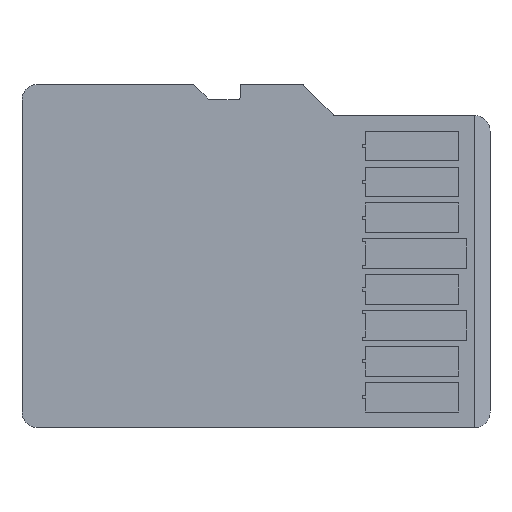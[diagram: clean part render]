
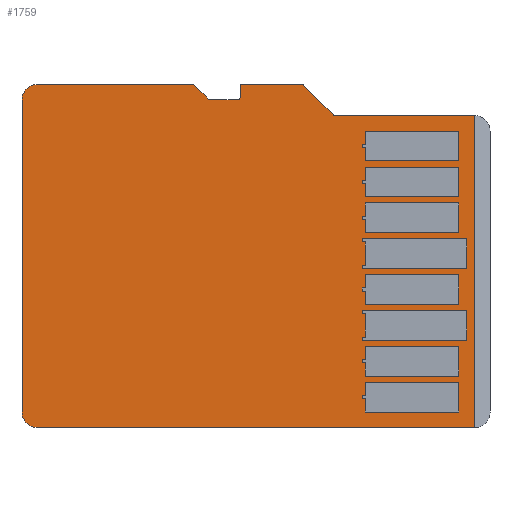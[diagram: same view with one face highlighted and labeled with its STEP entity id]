
A CAD part, front view. The second image highlights one B-rep face of the part: STEP entity #1759.
In plain terms, the highlighted planar face has unit normal (0, -1, 0).
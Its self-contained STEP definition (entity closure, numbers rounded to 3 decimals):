
#36=PLANE('',#1889);
#132=FACE_OUTER_BOUND('',#235,.T.);
#235=EDGE_LOOP('',(#1260,#1261,#1262,#1263,#1264,#1265,#1266,#1267,#1268,
#1269,#1270,#1271,#1272,#1273,#1274,#1275));
#338=LINE('',#2493,#572);
#343=LINE('',#2509,#577);
#346=LINE('',#2514,#580);
#347=LINE('',#2516,#581);
#348=LINE('',#2520,#582);
#349=LINE('',#2524,#583);
#350=LINE('',#2526,#584);
#351=LINE('',#2530,#585);
#352=LINE('',#2534,#586);
#353=LINE('',#2536,#587);
#572=VECTOR('',#2015,10.);
#577=VECTOR('',#2030,10.5);
#580=VECTOR('',#2035,14.25);
#581=VECTOR('',#2036,4.459);
#582=VECTOR('',#2039,1.331);
#583=VECTOR('',#2042,1.959);
#584=VECTOR('',#2043,0.4);
#585=VECTOR('',#2046,0.859);
#586=VECTOR('',#2049,0.666);
#587=VECTOR('',#2050,5.25);
#805=CIRCLE('',#1887,0.5);
#806=CIRCLE('',#1890,0.1);
#807=CIRCLE('',#1891,0.1);
#808=CIRCLE('',#1892,0.1);
#809=CIRCLE('',#1893,0.1);
#810=CIRCLE('',#1894,0.5);
#822=VERTEX_POINT('',#2485);
#824=VERTEX_POINT('',#2491);
#828=VERTEX_POINT('',#2502);
#829=VERTEX_POINT('',#2504);
#830=VERTEX_POINT('',#2508);
#832=VERTEX_POINT('',#2515);
#833=VERTEX_POINT('',#2517);
#834=VERTEX_POINT('',#2519);
#835=VERTEX_POINT('',#2521);
#836=VERTEX_POINT('',#2523);
#837=VERTEX_POINT('',#2525);
#838=VERTEX_POINT('',#2527);
#839=VERTEX_POINT('',#2529);
#840=VERTEX_POINT('',#2531);
#841=VERTEX_POINT('',#2533);
#842=VERTEX_POINT('',#2535);
#993=EDGE_CURVE('',#822,#824,#338,.T.);
#998=EDGE_CURVE('',#828,#829,#805,.T.);
#1000=EDGE_CURVE('',#829,#830,#343,.T.);
#1003=EDGE_CURVE('',#822,#828,#346,.T.);
#1004=EDGE_CURVE('',#832,#824,#347,.T.);
#1005=EDGE_CURVE('',#833,#832,#806,.T.);
#1006=EDGE_CURVE('',#834,#833,#348,.T.);
#1007=EDGE_CURVE('',#835,#834,#807,.T.);
#1008=EDGE_CURVE('',#836,#835,#349,.T.);
#1009=EDGE_CURVE('',#837,#836,#350,.T.);
#1010=EDGE_CURVE('',#838,#837,#808,.T.);
#1011=EDGE_CURVE('',#839,#838,#351,.T.);
#1012=EDGE_CURVE('',#840,#839,#809,.T.);
#1013=EDGE_CURVE('',#841,#840,#352,.T.);
#1014=EDGE_CURVE('',#842,#841,#353,.T.);
#1015=EDGE_CURVE('',#830,#842,#810,.T.);
#1260=ORIENTED_EDGE('',*,*,#998,.F.);
#1261=ORIENTED_EDGE('',*,*,#1003,.F.);
#1262=ORIENTED_EDGE('',*,*,#993,.T.);
#1263=ORIENTED_EDGE('',*,*,#1004,.F.);
#1264=ORIENTED_EDGE('',*,*,#1005,.F.);
#1265=ORIENTED_EDGE('',*,*,#1006,.F.);
#1266=ORIENTED_EDGE('',*,*,#1007,.F.);
#1267=ORIENTED_EDGE('',*,*,#1008,.F.);
#1268=ORIENTED_EDGE('',*,*,#1009,.F.);
#1269=ORIENTED_EDGE('',*,*,#1010,.F.);
#1270=ORIENTED_EDGE('',*,*,#1011,.F.);
#1271=ORIENTED_EDGE('',*,*,#1012,.F.);
#1272=ORIENTED_EDGE('',*,*,#1013,.F.);
#1273=ORIENTED_EDGE('',*,*,#1014,.F.);
#1274=ORIENTED_EDGE('',*,*,#1015,.F.);
#1275=ORIENTED_EDGE('',*,*,#1000,.F.);
#1759=ADVANCED_FACE('',(#132),#36,.F.);
#1887=AXIS2_PLACEMENT_3D('',#2505,#2025,#2026);
#1889=AXIS2_PLACEMENT_3D('',#2513,#2033,#2034);
#1890=AXIS2_PLACEMENT_3D('',#2518,#2037,#2038);
#1891=AXIS2_PLACEMENT_3D('',#2522,#2040,#2041);
#1892=AXIS2_PLACEMENT_3D('',#2528,#2044,#2045);
#1893=AXIS2_PLACEMENT_3D('',#2532,#2047,#2048);
#1894=AXIS2_PLACEMENT_3D('',#2537,#2051,#2052);
#2015=DIRECTION('',(0.,0.,1.));
#2025=DIRECTION('center_axis',(0.,1.,0.));
#2026=DIRECTION('ref_axis',(-0.707,0.,-0.707));
#2030=DIRECTION('',(0.,0.,1.));
#2033=DIRECTION('center_axis',(0.,1.,0.));
#2034=DIRECTION('ref_axis',(0.,0.,1.));
#2035=DIRECTION('',(-1.,0.,0.));
#2036=DIRECTION('',(1.,0.,0.));
#2037=DIRECTION('center_axis',(0.,-1.,0.));
#2038=DIRECTION('ref_axis',(0.,0.,1.));
#2039=DIRECTION('',(0.707,0.,-0.707));
#2040=DIRECTION('center_axis',(0.,1.,0.));
#2041=DIRECTION('ref_axis',(0.,0.,1.));
#2042=DIRECTION('',(1.,0.,0.));
#2043=DIRECTION('',(0.,0.,1.));
#2044=DIRECTION('center_axis',(0.,-1.,0.));
#2045=DIRECTION('ref_axis',(0.,0.,1.));
#2046=DIRECTION('',(1.,0.,0.));
#2047=DIRECTION('center_axis',(0.,-1.,0.));
#2048=DIRECTION('ref_axis',(0.,0.,1.));
#2049=DIRECTION('',(0.707,0.,-0.707));
#2050=DIRECTION('',(1.,0.,0.));
#2051=DIRECTION('center_axis',(0.,1.,0.));
#2052=DIRECTION('ref_axis',(-0.707,0.,0.707));
#2485=CARTESIAN_POINT('',(7.,-0.5,-5.5));
#2491=CARTESIAN_POINT('',(7.,-0.5,4.5));
#2493=CARTESIAN_POINT('',(7.,-0.5,-5.5));
#2502=CARTESIAN_POINT('',(-7.,-0.5,-5.5));
#2504=CARTESIAN_POINT('',(-7.5,-0.5,-5.));
#2505=CARTESIAN_POINT('Origin',(-7.,-0.5,-5.));
#2508=CARTESIAN_POINT('',(-7.5,-0.5,5.));
#2509=CARTESIAN_POINT('',(-7.5,-0.5,-5.25));
#2513=CARTESIAN_POINT('Origin',(7.25,-0.5,-5.25));
#2514=CARTESIAN_POINT('',(7.,-0.5,-5.5));
#2515=CARTESIAN_POINT('',(2.541,-0.5,4.5));
#2516=CARTESIAN_POINT('',(2.541,-0.5,4.5));
#2517=CARTESIAN_POINT('',(2.471,-0.5,4.529));
#2518=CARTESIAN_POINT('Origin',(2.541,-0.5,4.6));
#2519=CARTESIAN_POINT('',(1.529,-0.5,5.471));
#2520=CARTESIAN_POINT('',(1.529,-0.5,5.471));
#2521=CARTESIAN_POINT('',(1.459,-0.5,5.5));
#2522=CARTESIAN_POINT('Origin',(1.459,-0.5,5.4));
#2523=CARTESIAN_POINT('',(-0.5,-0.5,5.5));
#2524=CARTESIAN_POINT('',(-0.5,-0.5,5.5));
#2525=CARTESIAN_POINT('',(-0.5,-0.5,5.1));
#2526=CARTESIAN_POINT('',(-0.5,-0.5,5.1));
#2527=CARTESIAN_POINT('',(-0.6,-0.5,5.));
#2528=CARTESIAN_POINT('Origin',(-0.6,-0.5,5.1));
#2529=CARTESIAN_POINT('',(-1.459,-0.5,5.));
#2530=CARTESIAN_POINT('',(-1.459,-0.5,5.));
#2531=CARTESIAN_POINT('',(-1.529,-0.5,5.029));
#2532=CARTESIAN_POINT('Origin',(-1.459,-0.5,5.1));
#2533=CARTESIAN_POINT('',(-2.,-0.5,5.5));
#2534=CARTESIAN_POINT('',(-2.,-0.5,5.5));
#2535=CARTESIAN_POINT('',(-7.,-0.5,5.5));
#2536=CARTESIAN_POINT('',(-7.25,-0.5,5.5));
#2537=CARTESIAN_POINT('Origin',(-7.,-0.5,5.));
